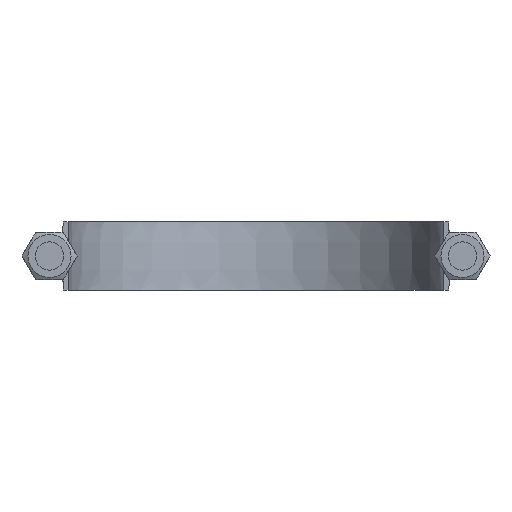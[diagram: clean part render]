
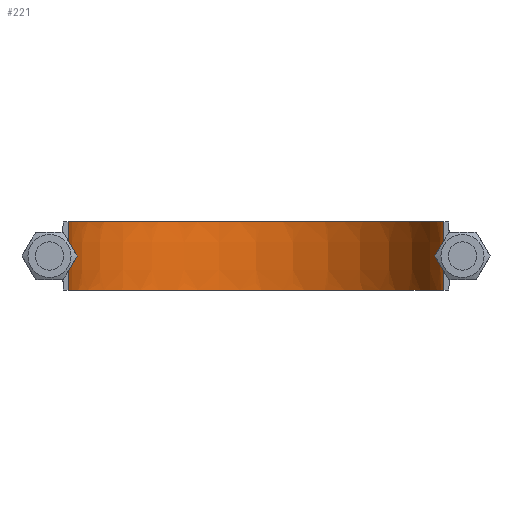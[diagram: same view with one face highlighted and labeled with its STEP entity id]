
A CAD part, front view. The second image highlights one B-rep face of the part: STEP entity #221.
In plain terms, the highlighted face is a extrusion surface.
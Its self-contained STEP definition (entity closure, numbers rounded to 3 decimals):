
#221 = ADVANCED_FACE( '', ( #263 ), #264, .T. );
#263 = FACE_OUTER_BOUND( '', #359, .T. );
#264 = SURFACE_OF_LINEAR_EXTRUSION( '', #360, #361 );
#359 = EDGE_LOOP( '', ( #1364, #1365, #1366, #1367 ) );
#360 = B_SPLINE_CURVE_WITH_KNOTS( '', 3, ( #1368, #1369, #1370, #1371, #1372, #1373, #1374, #1375, #1376, #1377, #1378, #1379, #1380, #1381, #1382, #1383, #1384 ), .UNSPECIFIED., .F., .F., ( 4, 3, 1, 1, 1, 1, 1, 1, 1, 3, 4 ), ( -10., -9., -8., -7., -6., -5., -4., -3., -2., -1., 0. ), .UNSPECIFIED. );
#361 = VECTOR( '', #1385, 1000. );
#1364 = ORIENTED_EDGE( '', *, *, #1609, .F. );
#1365 = ORIENTED_EDGE( '', *, *, #1601, .F. );
#1366 = ORIENTED_EDGE( '', *, *, #1606, .T. );
#1367 = ORIENTED_EDGE( '', *, *, #1610, .T. );
#1368 = CARTESIAN_POINT( '', ( -82.85, 63.5, -278.469 ) );
#1369 = CARTESIAN_POINT( '', ( -82.85, 90.717, -278.469 ) );
#1370 = CARTESIAN_POINT( '', ( -82.85, 117.933, -278.469 ) );
#1371 = CARTESIAN_POINT( '', ( -82.85, 145.15, -278.469 ) );
#1372 = CARTESIAN_POINT( '', ( -82.85, 155.98, -278.469 ) );
#1373 = CARTESIAN_POINT( '', ( -78.536, 177.687, -278.469 ) );
#1374 = CARTESIAN_POINT( '', ( -60.109, 205.257, -278.469 ) );
#1375 = CARTESIAN_POINT( '', ( -32.531, 223.687, -278.469 ) );
#1376 = CARTESIAN_POINT( '', ( 0., 230.157, -278.469 ) );
#1377 = CARTESIAN_POINT( '', ( 32.531, 223.687, -278.469 ) );
#1378 = CARTESIAN_POINT( '', ( 60.109, 205.257, -278.469 ) );
#1379 = CARTESIAN_POINT( '', ( 78.536, 177.687, -278.469 ) );
#1380 = CARTESIAN_POINT( '', ( 82.85, 155.98, -278.469 ) );
#1381 = CARTESIAN_POINT( '', ( 82.85, 145.15, -278.469 ) );
#1382 = CARTESIAN_POINT( '', ( 82.85, 117.933, -278.469 ) );
#1383 = CARTESIAN_POINT( '', ( 82.85, 90.717, -278.469 ) );
#1384 = CARTESIAN_POINT( '', ( 82.85, 63.5, -278.469 ) );
#1385 = DIRECTION( '', ( 0., 0., 1. ) );
#1601 = EDGE_CURVE( '', #1667, #1668, #1669, .T. );
#1606 = EDGE_CURVE( '', #1667, #1677, #1678, .T. );
#1609 = EDGE_CURVE( '', #1668, #1682, #1683, .T. );
#1610 = EDGE_CURVE( '', #1677, #1682, #1684, .T. );
#1667 = VERTEX_POINT( '', #1783 );
#1668 = VERTEX_POINT( '', #1784 );
#1669 = LINE( '', #1785, #1786 );
#1677 = VERTEX_POINT( '', #1836 );
#1678 = B_SPLINE_CURVE_WITH_KNOTS( '', 3, ( #1837, #1838, #1839, #1840, #1841, #1842, #1843, #1844, #1845, #1846, #1847, #1848, #1849, #1850, #1851, #1852, #1853 ), .UNSPECIFIED., .F., .F., ( 4, 3, 1, 1, 1, 1, 1, 1, 1, 3, 4 ), ( -10., -9., -8., -7., -6., -5., -4., -3., -2., -1., 0. ), .UNSPECIFIED. );
#1682 = VERTEX_POINT( '', #1874 );
#1683 = B_SPLINE_CURVE_WITH_KNOTS( '', 3, ( #1875, #1876, #1877, #1878, #1879, #1880, #1881, #1882, #1883, #1884, #1885, #1886, #1887, #1888, #1889, #1890, #1891 ), .UNSPECIFIED., .F., .F., ( 4, 3, 1, 1, 1, 1, 1, 1, 1, 3, 4 ), ( -10., -9., -8., -7., -6., -5., -4., -3., -2., -1., 0. ), .UNSPECIFIED. );
#1684 = LINE( '', #1892, #1893 );
#1783 = CARTESIAN_POINT( '', ( -82.85, 63.5, -15. ) );
#1784 = CARTESIAN_POINT( '', ( -82.85, 63.5, 15. ) );
#1785 = CARTESIAN_POINT( '', ( -82.85, 63.5, -278.469 ) );
#1786 = VECTOR( '', #2225, 1000. );
#1836 = CARTESIAN_POINT( '', ( 82.85, 63.5, -15. ) );
#1837 = CARTESIAN_POINT( '', ( -82.85, 63.5, -15. ) );
#1838 = CARTESIAN_POINT( '', ( -82.85, 90.717, -15. ) );
#1839 = CARTESIAN_POINT( '', ( -82.85, 117.933, -15. ) );
#1840 = CARTESIAN_POINT( '', ( -82.85, 145.15, -15. ) );
#1841 = CARTESIAN_POINT( '', ( -82.85, 155.98, -15. ) );
#1842 = CARTESIAN_POINT( '', ( -78.536, 177.687, -15. ) );
#1843 = CARTESIAN_POINT( '', ( -60.109, 205.257, -15. ) );
#1844 = CARTESIAN_POINT( '', ( -32.531, 223.687, -15. ) );
#1845 = CARTESIAN_POINT( '', ( 0., 230.157, -15. ) );
#1846 = CARTESIAN_POINT( '', ( 32.531, 223.687, -15. ) );
#1847 = CARTESIAN_POINT( '', ( 60.109, 205.257, -15. ) );
#1848 = CARTESIAN_POINT( '', ( 78.536, 177.687, -15. ) );
#1849 = CARTESIAN_POINT( '', ( 82.85, 155.98, -15. ) );
#1850 = CARTESIAN_POINT( '', ( 82.85, 145.15, -15. ) );
#1851 = CARTESIAN_POINT( '', ( 82.85, 117.933, -15. ) );
#1852 = CARTESIAN_POINT( '', ( 82.85, 90.717, -15. ) );
#1853 = CARTESIAN_POINT( '', ( 82.85, 63.5, -15. ) );
#1874 = CARTESIAN_POINT( '', ( 82.85, 63.5, 15. ) );
#1875 = CARTESIAN_POINT( '', ( -82.85, 63.5, 15. ) );
#1876 = CARTESIAN_POINT( '', ( -82.85, 90.717, 15. ) );
#1877 = CARTESIAN_POINT( '', ( -82.85, 117.933, 15. ) );
#1878 = CARTESIAN_POINT( '', ( -82.85, 145.15, 15. ) );
#1879 = CARTESIAN_POINT( '', ( -82.85, 155.98, 15. ) );
#1880 = CARTESIAN_POINT( '', ( -78.536, 177.687, 15. ) );
#1881 = CARTESIAN_POINT( '', ( -60.109, 205.257, 15. ) );
#1882 = CARTESIAN_POINT( '', ( -32.531, 223.687, 15. ) );
#1883 = CARTESIAN_POINT( '', ( 0., 230.157, 15. ) );
#1884 = CARTESIAN_POINT( '', ( 32.531, 223.687, 15. ) );
#1885 = CARTESIAN_POINT( '', ( 60.109, 205.257, 15. ) );
#1886 = CARTESIAN_POINT( '', ( 78.536, 177.687, 15. ) );
#1887 = CARTESIAN_POINT( '', ( 82.85, 155.98, 15. ) );
#1888 = CARTESIAN_POINT( '', ( 82.85, 145.15, 15. ) );
#1889 = CARTESIAN_POINT( '', ( 82.85, 117.933, 15. ) );
#1890 = CARTESIAN_POINT( '', ( 82.85, 90.717, 15. ) );
#1891 = CARTESIAN_POINT( '', ( 82.85, 63.5, 15. ) );
#1892 = CARTESIAN_POINT( '', ( 82.85, 63.5, -278.469 ) );
#1893 = VECTOR( '', #2229, 1000. );
#2225 = DIRECTION( '', ( 0., 0., 1. ) );
#2229 = DIRECTION( '', ( 0., 0., 1. ) );
